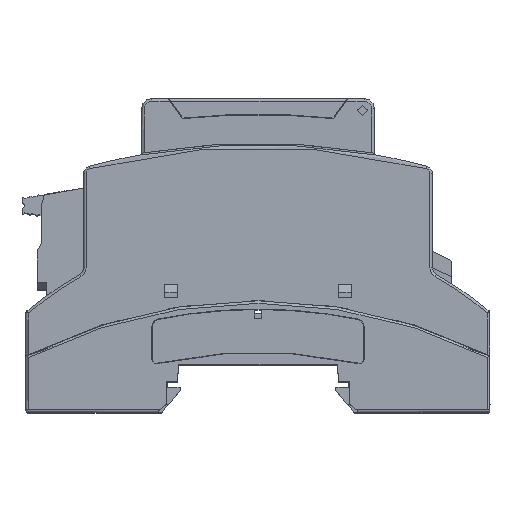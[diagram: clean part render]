
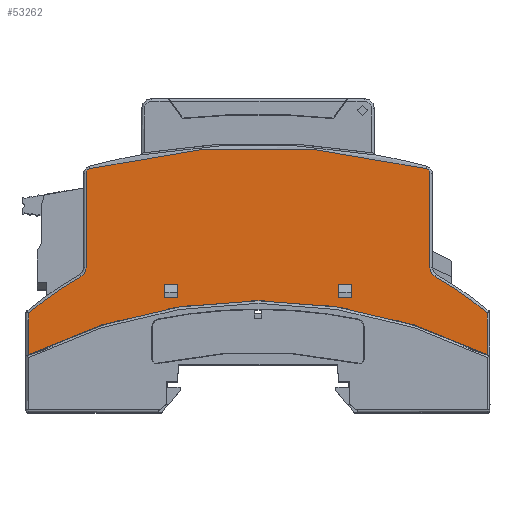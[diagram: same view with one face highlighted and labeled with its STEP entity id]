
A CAD part, top view. The second image highlights one B-rep face of the part: STEP entity #53262.
In plain terms, the highlighted face is planar.
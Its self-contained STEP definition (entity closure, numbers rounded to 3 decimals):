
#3168=LINE('',#79226,#8958);
#3169=LINE('',#79284,#8959);
#3196=LINE('',#79413,#8986);
#3197=LINE('',#79418,#8987);
#3198=LINE('',#79421,#8988);
#3199=LINE('',#79423,#8989);
#3200=LINE('',#79425,#8990);
#3201=LINE('',#79426,#8991);
#3202=LINE('',#79429,#8992);
#3203=LINE('',#79431,#8993);
#3204=LINE('',#79433,#8994);
#3205=LINE('',#79434,#8995);
#8958=VECTOR('',#63904,8.091);
#8959=VECTOR('',#63915,18.22);
#8986=VECTOR('',#63996,18.22);
#8987=VECTOR('',#64001,8.091);
#8988=VECTOR('',#64002,2.6);
#8989=VECTOR('',#64003,2.6);
#8990=VECTOR('',#64004,2.6);
#8991=VECTOR('',#64005,2.6);
#8992=VECTOR('',#64006,2.6);
#8993=VECTOR('',#64007,2.6);
#8994=VECTOR('',#64008,2.6);
#8995=VECTOR('',#64009,2.6);
#12591=PLANE('',#56113);
#14052=FACE_BOUND('',#19044,.T.);
#14053=FACE_BOUND('',#19045,.T.);
#16222=FACE_OUTER_BOUND('',#19043,.T.);
#19043=EDGE_LOOP('',(#40863,#40864,#40865,#40866,#40867,#40868,#40869,#40870,
#40871,#40872,#40873,#40874));
#19044=EDGE_LOOP('',(#40875,#40876,#40877,#40878));
#19045=EDGE_LOOP('',(#40879,#40880,#40881,#40882));
#22359=CIRCLE('',#56076,69.5);
#22365=CIRCLE('',#56086,2.);
#22367=CIRCLE('',#56092,129.2);
#22374=CIRCLE('',#56101,1.);
#22375=CIRCLE('',#56105,99.5);
#22378=CIRCLE('',#56114,1.);
#22379=CIRCLE('',#56115,2.);
#22380=CIRCLE('',#56116,69.5);
#25683=VERTEX_POINT('',#79215);
#25684=VERTEX_POINT('',#79217);
#25685=VERTEX_POINT('',#79225);
#25687=VERTEX_POINT('',#79279);
#25688=VERTEX_POINT('',#79283);
#25690=VERTEX_POINT('',#79293);
#25691=VERTEX_POINT('',#79294);
#25695=VERTEX_POINT('',#79312);
#25713=VERTEX_POINT('',#79410);
#25714=VERTEX_POINT('',#79412);
#25715=VERTEX_POINT('',#79414);
#25716=VERTEX_POINT('',#79416);
#25717=VERTEX_POINT('',#79419);
#25718=VERTEX_POINT('',#79420);
#25719=VERTEX_POINT('',#79422);
#25720=VERTEX_POINT('',#79424);
#25721=VERTEX_POINT('',#79427);
#25722=VERTEX_POINT('',#79428);
#25723=VERTEX_POINT('',#79430);
#25724=VERTEX_POINT('',#79432);
#31514=EDGE_CURVE('',#25683,#25684,#22359,.T.);
#31518=EDGE_CURVE('',#25684,#25685,#3168,.T.);
#31522=EDGE_CURVE('',#25683,#25687,#22365,.T.);
#31523=EDGE_CURVE('',#25688,#25687,#3169,.T.);
#31528=EDGE_CURVE('',#25690,#25691,#22367,.T.);
#31536=EDGE_CURVE('',#25688,#25691,#22374,.T.);
#31538=EDGE_CURVE('',#25685,#25695,#22375,.T.);
#31564=EDGE_CURVE('',#25690,#25713,#22378,.T.);
#31565=EDGE_CURVE('',#25713,#25714,#3196,.T.);
#31566=EDGE_CURVE('',#25715,#25714,#22379,.T.);
#31567=EDGE_CURVE('',#25715,#25716,#22380,.T.);
#31568=EDGE_CURVE('',#25716,#25695,#3197,.T.);
#31569=EDGE_CURVE('',#25717,#25718,#3198,.T.);
#31570=EDGE_CURVE('',#25719,#25717,#3199,.T.);
#31571=EDGE_CURVE('',#25720,#25719,#3200,.T.);
#31572=EDGE_CURVE('',#25720,#25718,#3201,.T.);
#31573=EDGE_CURVE('',#25721,#25722,#3202,.T.);
#31574=EDGE_CURVE('',#25723,#25721,#3203,.T.);
#31575=EDGE_CURVE('',#25724,#25723,#3204,.T.);
#31576=EDGE_CURVE('',#25722,#25724,#3205,.T.);
#40863=ORIENTED_EDGE('',*,*,#31528,.F.);
#40864=ORIENTED_EDGE('',*,*,#31564,.T.);
#40865=ORIENTED_EDGE('',*,*,#31565,.T.);
#40866=ORIENTED_EDGE('',*,*,#31566,.F.);
#40867=ORIENTED_EDGE('',*,*,#31567,.T.);
#40868=ORIENTED_EDGE('',*,*,#31568,.T.);
#40869=ORIENTED_EDGE('',*,*,#31538,.F.);
#40870=ORIENTED_EDGE('',*,*,#31518,.F.);
#40871=ORIENTED_EDGE('',*,*,#31514,.F.);
#40872=ORIENTED_EDGE('',*,*,#31522,.T.);
#40873=ORIENTED_EDGE('',*,*,#31523,.F.);
#40874=ORIENTED_EDGE('',*,*,#31536,.T.);
#40875=ORIENTED_EDGE('',*,*,#31569,.F.);
#40876=ORIENTED_EDGE('',*,*,#31570,.F.);
#40877=ORIENTED_EDGE('',*,*,#31571,.F.);
#40878=ORIENTED_EDGE('',*,*,#31572,.T.);
#40879=ORIENTED_EDGE('',*,*,#31573,.F.);
#40880=ORIENTED_EDGE('',*,*,#31574,.F.);
#40881=ORIENTED_EDGE('',*,*,#31575,.F.);
#40882=ORIENTED_EDGE('',*,*,#31576,.F.);
#53262=ADVANCED_FACE('',(#16222,#14052,#14053),#12591,.F.);
#56076=AXIS2_PLACEMENT_3D('',#79218,#63890,#63891);
#56086=AXIS2_PLACEMENT_3D('',#79281,#63911,#63912);
#56092=AXIS2_PLACEMENT_3D('',#79295,#63927,#63928);
#56101=AXIS2_PLACEMENT_3D('',#79307,#63945,#63946);
#56105=AXIS2_PLACEMENT_3D('',#79313,#63954,#63955);
#56113=AXIS2_PLACEMENT_3D('',#79409,#63992,#63993);
#56114=AXIS2_PLACEMENT_3D('',#79411,#63994,#63995);
#56115=AXIS2_PLACEMENT_3D('',#79415,#63997,#63998);
#56116=AXIS2_PLACEMENT_3D('',#79417,#63999,#64000);
#63890=DIRECTION('center_axis',(0.,0.,
1.));
#63891=DIRECTION('ref_axis',(0.,1.,0.));
#63904=DIRECTION('',(0.,1.,0.));
#63911=DIRECTION('center_axis',(0.,0.,
1.));
#63912=DIRECTION('ref_axis',(0.,1.,0.));
#63915=DIRECTION('',(0.,1.,0.));
#63927=DIRECTION('center_axis',(0.,0.,
1.));
#63928=DIRECTION('ref_axis',(1.,0.,0.));
#63945=DIRECTION('center_axis',(0.,0.,
-1.));
#63946=DIRECTION('ref_axis',(-1.,0.,0.));
#63954=DIRECTION('center_axis',(0.,0.,
-1.));
#63955=DIRECTION('ref_axis',(1.,0.,0.));
#63992=DIRECTION('center_axis',(0.,0.,
1.));
#63993=DIRECTION('ref_axis',(-1.,0.,0.));
#63994=DIRECTION('center_axis',(0.,0.,
-1.));
#63995=DIRECTION('ref_axis',(-1.,0.,0.));
#63996=DIRECTION('',(0.,1.,0.));
#63997=DIRECTION('center_axis',(0.,0.,
-1.));
#63998=DIRECTION('ref_axis',(0.,-1.,0.));
#63999=DIRECTION('center_axis',(0.,0.,
-1.));
#64000=DIRECTION('ref_axis',(0.,-1.,0.));
#64001=DIRECTION('',(0.,1.,0.));
#64002=DIRECTION('',(0.,1.,0.));
#64003=DIRECTION('',(-1.,0.,0.));
#64004=DIRECTION('',(0.,-1.,0.));
#64005=DIRECTION('',(-1.,0.,0.));
#64006=DIRECTION('',(1.,0.,0.));
#64007=DIRECTION('',(0.,1.,0.));
#64008=DIRECTION('',(-1.,0.,0.));
#64009=DIRECTION('',(0.,-1.,0.));
#79215=CARTESIAN_POINT('',(28.614,-22.517,-107.9));
#79217=CARTESIAN_POINT('',(38.7,-15.56,-107.9));
#79218=CARTESIAN_POINT('Origin',(-5.65,37.95,-107.9));
#79225=CARTESIAN_POINT('',(38.7,-7.469,-107.9));
#79226=CARTESIAN_POINT('',(38.7,0.,-107.9));
#79279=CARTESIAN_POINT('',(27.6,-24.257,-107.9));
#79281=CARTESIAN_POINT('Origin',(29.6,-24.257,-107.9));
#79283=CARTESIAN_POINT('',(27.6,-42.477,-107.9));
#79284=CARTESIAN_POINT('',(27.6,0.,-107.9));
#79293=CARTESIAN_POINT('',(-38.152,-43.445,-107.9));
#79294=CARTESIAN_POINT('',(26.852,-43.445,-107.9));
#79295=CARTESIAN_POINT('Origin',(-5.65,81.6,-107.9));
#79307=CARTESIAN_POINT('Origin',(26.6,-42.477,-107.9));
#79312=CARTESIAN_POINT('',(-50.,-7.469,-107.9));
#79313=CARTESIAN_POINT('Origin',(-5.65,81.6,-107.9));
#79409=CARTESIAN_POINT('Origin',(12.696,-40.289,-107.9));
#79410=CARTESIAN_POINT('',(-38.9,-42.477,-107.9));
#79411=CARTESIAN_POINT('Origin',(-37.9,-42.477,-107.9));
#79412=CARTESIAN_POINT('',(-38.9,-24.257,-107.9));
#79413=CARTESIAN_POINT('',(-38.9,0.,-107.9));
#79414=CARTESIAN_POINT('',(-39.914,-22.517,-107.9));
#79415=CARTESIAN_POINT('Origin',(-40.9,-24.257,-107.9));
#79416=CARTESIAN_POINT('',(-50.,-15.56,-107.9));
#79417=CARTESIAN_POINT('Origin',(-5.65,37.95,-107.9));
#79418=CARTESIAN_POINT('',(-50.,0.,-107.9));
#79419=CARTESIAN_POINT('',(9.85,-21.1,-107.9));
#79420=CARTESIAN_POINT('',(9.85,-18.5,-107.9));
#79421=CARTESIAN_POINT('',(9.85,0.,-107.9));
#79422=CARTESIAN_POINT('',(12.45,-21.1,-107.9));
#79423=CARTESIAN_POINT('',(0.,-21.1,-107.9));
#79424=CARTESIAN_POINT('',(12.45,-18.5,-107.9));
#79425=CARTESIAN_POINT('',(12.45,0.,-107.9));
#79426=CARTESIAN_POINT('',(0.,-18.5,-107.9));
#79427=CARTESIAN_POINT('',(-23.75,-18.5,-107.9));
#79428=CARTESIAN_POINT('',(-21.15,-18.5,-107.9));
#79429=CARTESIAN_POINT('',(0.,-18.5,-107.9));
#79430=CARTESIAN_POINT('',(-23.75,-21.1,-107.9));
#79431=CARTESIAN_POINT('',(-23.75,0.,-107.9));
#79432=CARTESIAN_POINT('',(-21.15,-21.1,-107.9));
#79433=CARTESIAN_POINT('',(0.,-21.1,-107.9));
#79434=CARTESIAN_POINT('',(-21.15,0.,-107.9));
